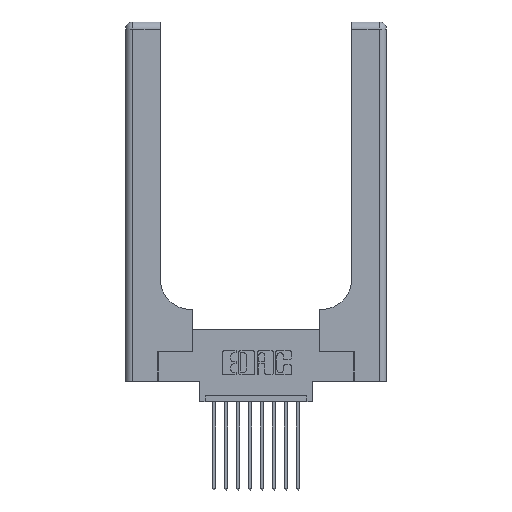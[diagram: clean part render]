
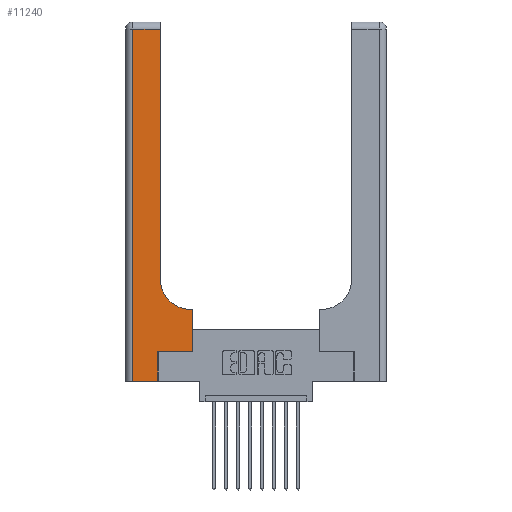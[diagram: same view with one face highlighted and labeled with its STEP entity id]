
A CAD part, top view. The second image highlights one B-rep face of the part: STEP entity #11240.
In plain terms, the highlighted planar face has unit normal (0, 0, 1).
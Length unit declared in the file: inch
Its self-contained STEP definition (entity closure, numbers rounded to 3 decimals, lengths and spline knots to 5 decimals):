
#115 = ORIENTED_EDGE ( 'NONE', *, *, #10000, .T. ) ;
#271 = AXIS2_PLACEMENT_3D ( 'NONE', #778, #14231, #2017 ) ;
#400 = ORIENTED_EDGE ( 'NONE', *, *, #5532, .T. ) ;
#778 = CARTESIAN_POINT ( 'NONE',  ( 0., 3., 0.37 ) ) ;
#803 = ORIENTED_EDGE ( 'NONE', *, *, #8359, .T. ) ;
#876 = AXIS2_PLACEMENT_3D ( 'NONE', #14097, #11596, #6722 ) ;
#1150 = VECTOR ( 'NONE', #12050, 39.37008 ) ;
#1247 = LINE ( 'NONE', #8716, #3562 ) ;
#1272 = VERTEX_POINT ( 'NONE', #5806 ) ;
#1808 = CARTESIAN_POINT ( 'NONE',  ( 0.06, 0., 0.37 ) ) ;
#2003 = DIRECTION ( 'NONE',  ( 0., 1., 0. ) ) ;
#2017 = DIRECTION ( 'NONE',  ( -1., 0., 0. ) ) ;
#2295 = LINE ( 'NONE', #4317, #10716 ) ;
#2836 = VECTOR ( 'NONE', #15187, 39.37008 ) ;
#2926 = CARTESIAN_POINT ( 'NONE',  ( 0.269, 0., 0.37 ) ) ;
#3214 = VERTEX_POINT ( 'NONE', #12440 ) ;
#3470 = CARTESIAN_POINT ( 'NONE',  ( 0., 2.94, 0.37 ) ) ;
#3520 = ORIENTED_EDGE ( 'NONE', *, *, #8930, .T. ) ;
#3532 = VECTOR ( 'NONE', #7308, 39.37008 ) ;
#3562 = VECTOR ( 'NONE', #8664, 39.37008 ) ;
#3910 = DIRECTION ( 'NONE',  ( 0., -1., 0. ) ) ;
#3970 = CARTESIAN_POINT ( 'NONE',  ( 0.06, 3., 0.37 ) ) ;
#4317 = CARTESIAN_POINT ( 'NONE',  ( 0.5585, 0.25, 0.37 ) ) ;
#5144 = ORIENTED_EDGE ( 'NONE', *, *, #11015, .T. ) ;
#5289 = VERTEX_POINT ( 'NONE', #15931 ) ;
#5532 = EDGE_CURVE ( 'NONE', #13128, #1272, #6854, .T. ) ;
#5806 = CARTESIAN_POINT ( 'NONE',  ( 0.5585, 0.25, 0.37 ) ) ;
#6143 = VECTOR ( 'NONE', #12457, 39.37008 ) ;
#6264 = CARTESIAN_POINT ( 'NONE',  ( 0.5415, 0.6, 0.37 ) ) ;
#6378 = EDGE_CURVE ( 'NONE', #5289, #11824, #1247, .T. ) ;
#6470 = CIRCLE ( 'NONE', #876, 0.25 ) ;
#6568 = CARTESIAN_POINT ( 'NONE',  ( 0.2915, 2.94, 0.37 ) ) ;
#6722 = DIRECTION ( 'NONE',  ( 1., 0., 0. ) ) ;
#6854 = LINE ( 'NONE', #10366, #2836 ) ;
#6900 = PLANE ( 'NONE',  #271 ) ;
#7146 = CARTESIAN_POINT ( 'NONE',  ( 0.5585, 0.6, 0.37 ) ) ;
#7308 = DIRECTION ( 'NONE',  ( 1., 0., 0. ) ) ;
#7502 = EDGE_CURVE ( 'NONE', #11824, #11010, #13077, .T. ) ;
#7612 = CARTESIAN_POINT ( 'NONE',  ( 0.06, 2.94, 0.37 ) ) ;
#8359 = EDGE_CURVE ( 'NONE', #9640, #14413, #11881, .T. ) ;
#8664 = DIRECTION ( 'NONE',  ( 0., 1., 0. ) ) ;
#8716 = CARTESIAN_POINT ( 'NONE',  ( 0.2915, 3., 0.37 ) ) ;
#8930 = EDGE_CURVE ( 'NONE', #1272, #9640, #2295, .T. ) ;
#9203 = EDGE_CURVE ( 'NONE', #3214, #13128, #12075, .T. ) ;
#9359 = VERTEX_POINT ( 'NONE', #1808 ) ;
#9489 = LINE ( 'NONE', #3970, #15491 ) ;
#9640 = VERTEX_POINT ( 'NONE', #7146 ) ;
#9753 = ORIENTED_EDGE ( 'NONE', *, *, #6378, .T. ) ;
#9959 = CARTESIAN_POINT ( 'NONE',  ( 0.2915, 0.6, 0.37 ) ) ;
#10000 = EDGE_CURVE ( 'NONE', #14413, #5289, #6470, .T. ) ;
#10366 = CARTESIAN_POINT ( 'NONE',  ( 0.269, 0.25, 0.37 ) ) ;
#10716 = VECTOR ( 'NONE', #2003, 39.37008 ) ;
#11010 = VERTEX_POINT ( 'NONE', #7612 ) ;
#11015 = EDGE_CURVE ( 'NONE', #11010, #9359, #9489, .T. ) ;
#11240 = ADVANCED_FACE ( 'NONE', ( #12600 ), #6900, .F. ) ;
#11596 = DIRECTION ( 'NONE',  ( 0., 0., -1. ) ) ;
#11661 = DIRECTION ( 'NONE',  ( 0., 1., 0. ) ) ;
#11785 = LINE ( 'NONE', #14678, #3532 ) ;
#11824 = VERTEX_POINT ( 'NONE', #6568 ) ;
#11881 = LINE ( 'NONE', #9959, #6143 ) ;
#11889 = ORIENTED_EDGE ( 'NONE', *, *, #12140, .T. ) ;
#12050 = DIRECTION ( 'NONE',  ( -1., 0., 0. ) ) ;
#12075 = LINE ( 'NONE', #2926, #12871 ) ;
#12140 = EDGE_CURVE ( 'NONE', #9359, #3214, #11785, .T. ) ;
#12396 = ORIENTED_EDGE ( 'NONE', *, *, #9203, .T. ) ;
#12440 = CARTESIAN_POINT ( 'NONE',  ( 0.269, 0., 0.37 ) ) ;
#12457 = DIRECTION ( 'NONE',  ( -1., 0., 0. ) ) ;
#12600 = FACE_OUTER_BOUND ( 'NONE', #15610, .T. ) ;
#12871 = VECTOR ( 'NONE', #11661, 39.37008 ) ;
#12935 = CARTESIAN_POINT ( 'NONE',  ( 0.269, 0.25, 0.37 ) ) ;
#13077 = LINE ( 'NONE', #3470, #1150 ) ;
#13128 = VERTEX_POINT ( 'NONE', #12935 ) ;
#14097 = CARTESIAN_POINT ( 'NONE',  ( 0.5415, 0.85, 0.37 ) ) ;
#14137 = ORIENTED_EDGE ( 'NONE', *, *, #7502, .T. ) ;
#14231 = DIRECTION ( 'NONE',  ( 0., 0., -1. ) ) ;
#14413 = VERTEX_POINT ( 'NONE', #6264 ) ;
#14678 = CARTESIAN_POINT ( 'NONE',  ( 0., 0., 0.37 ) ) ;
#15187 = DIRECTION ( 'NONE',  ( 1., 0., 0. ) ) ;
#15491 = VECTOR ( 'NONE', #3910, 39.37008 ) ;
#15610 = EDGE_LOOP ( 'NONE', ( #9753, #14137, #5144, #11889, #12396, #400, #3520, #803, #115 ) ) ;
#15931 = CARTESIAN_POINT ( 'NONE',  ( 0.2915, 0.85, 0.37 ) ) ;
